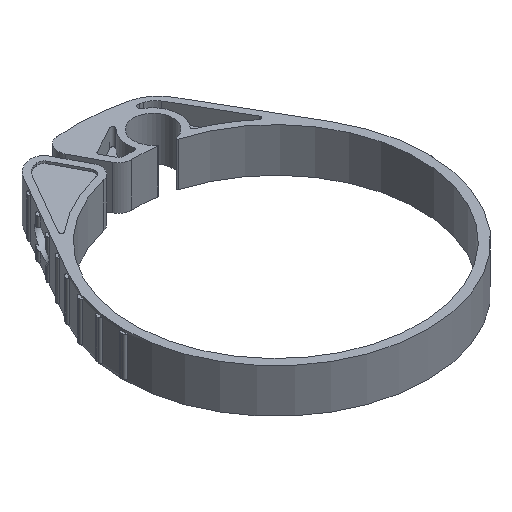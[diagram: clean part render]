
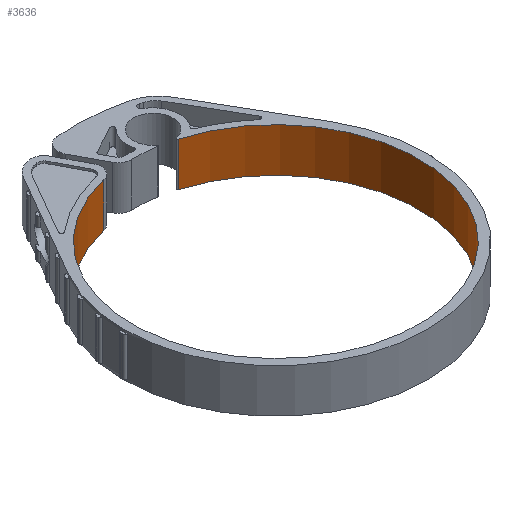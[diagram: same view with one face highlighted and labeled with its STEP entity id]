
A CAD part, isometric view. The second image highlights one B-rep face of the part: STEP entity #3636.
In plain terms, the highlighted cylindrical face has radius 32.7 mm (diameter 65.4 mm), a partial arc.
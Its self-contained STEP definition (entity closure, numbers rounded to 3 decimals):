
#237=LINE('',#5994,#495);
#238=LINE('',#6000,#496);
#495=VECTOR('',#4604,1000.);
#496=VECTOR('',#4611,1000.);
#851=ORIENTED_EDGE('',*,*,#1928,.F.);
#852=ORIENTED_EDGE('',*,*,#1929,.F.);
#853=ORIENTED_EDGE('',*,*,#1930,.T.);
#854=ORIENTED_EDGE('',*,*,#1926,.T.);
#1926=EDGE_CURVE('',#2451,#2450,#237,.T.);
#1928=EDGE_CURVE('',#2452,#2450,#2744,.T.);
#1929=EDGE_CURVE('',#2453,#2452,#238,.T.);
#1930=EDGE_CURVE('',#2453,#2451,#2745,.T.);
#2450=VERTEX_POINT('',#5993);
#2451=VERTEX_POINT('',#5995);
#2452=VERTEX_POINT('',#5999);
#2453=VERTEX_POINT('',#6001);
#2744=CIRCLE('',#3935,32.7);
#2745=CIRCLE('',#3936,32.7);
#3007=EDGE_LOOP('',(#851,#852,#853,#854));
#3265=FACE_BOUND('',#3007,.T.);
#3503=CYLINDRICAL_SURFACE('',#3934,32.7);
#3636=ADVANCED_FACE('',(#3265),#3503,.F.);
#3934=AXIS2_PLACEMENT_3D('',#5997,#4607,#4608);
#3935=AXIS2_PLACEMENT_3D('',#5998,#4609,#4610);
#3936=AXIS2_PLACEMENT_3D('',#6002,#4612,#4613);
#4604=DIRECTION('',(0.,0.,-1.));
#4607=DIRECTION('',(0.,0.,-1.));
#4608=DIRECTION('',(-1.,0.,0.));
#4609=DIRECTION('',(0.,0.,1.));
#4610=DIRECTION('',(1.,0.,0.));
#4611=DIRECTION('',(0.,0.,-1.));
#4612=DIRECTION('',(0.,0.,1.));
#4613=DIRECTION('',(1.,0.,0.));
#5993=CARTESIAN_POINT('',(9.104,31.407,-5.));
#5994=CARTESIAN_POINT('',(9.104,31.407,5.));
#5995=CARTESIAN_POINT('',(9.104,31.407,5.));
#5997=CARTESIAN_POINT('',(0.,0.,5.));
#5998=CARTESIAN_POINT('',(0.,0.,-5.));
#5999=CARTESIAN_POINT('',(-7.393,31.853,-5.));
#6000=CARTESIAN_POINT('',(-7.393,31.853,5.));
#6001=CARTESIAN_POINT('',(-7.393,31.853,5.));
#6002=CARTESIAN_POINT('',(0.,0.,5.));
